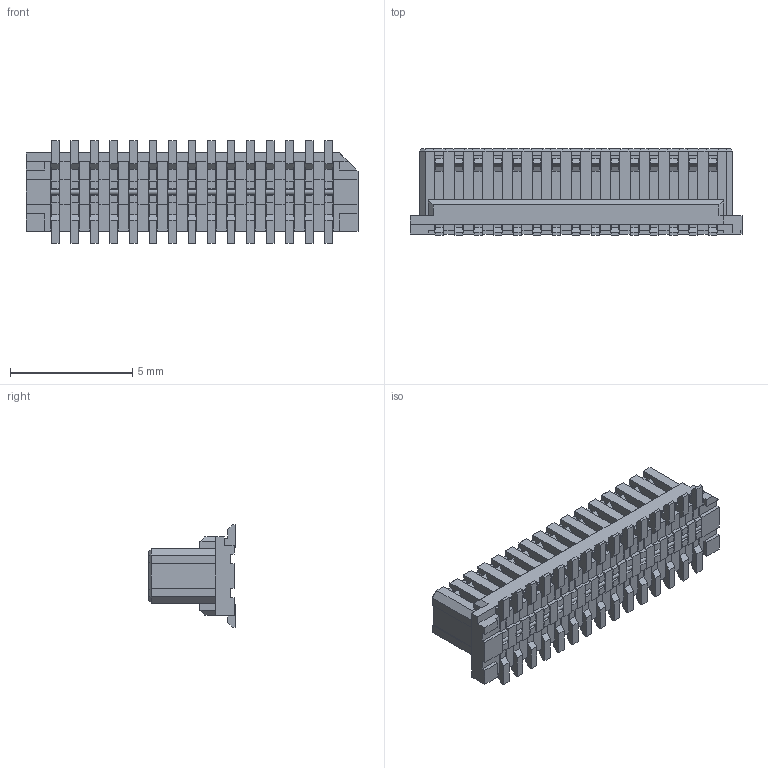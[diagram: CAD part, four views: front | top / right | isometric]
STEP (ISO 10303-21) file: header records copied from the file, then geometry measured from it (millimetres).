
FILE_DESCRIPTION((''),'2;1');
FILE_NAME('524653071','2014-06-05T',('me'),(''),'PRO/ENGINEER BY PARAMETRIC TECHNOLOGY CORPORATION, 2011490','PRO/ENGINEER BY PARAMETRIC TECHNOLOGY CORPORATION, 2011490','');
FILE_SCHEMA(('CONFIG_CONTROL_DESIGN'));
Length unit declared in the file: millimetre
Products named in the file (1): 524653071
Bounding box: 13.6 x 3.55 x 4.2 mm (x, y, z)
Volume: 105.2 mm3; surface area: 329.5 mm2
Topology: 1 solids, 1 shells, 1121 faces, 3127 edges, 2068 vertices
Faces by surface type: plane 1106, cylinder 15
Entity records: 34898 total; most frequent: CARTESIAN_POINT 6197, ORIENTED_EDGE 6014, DIRECTION 5431, VECTOR 3067, LINE 3067, EDGE_CURVE 3007, VERTEX_POINT 1948, AXIS2_PLACEMENT_3D 1182
